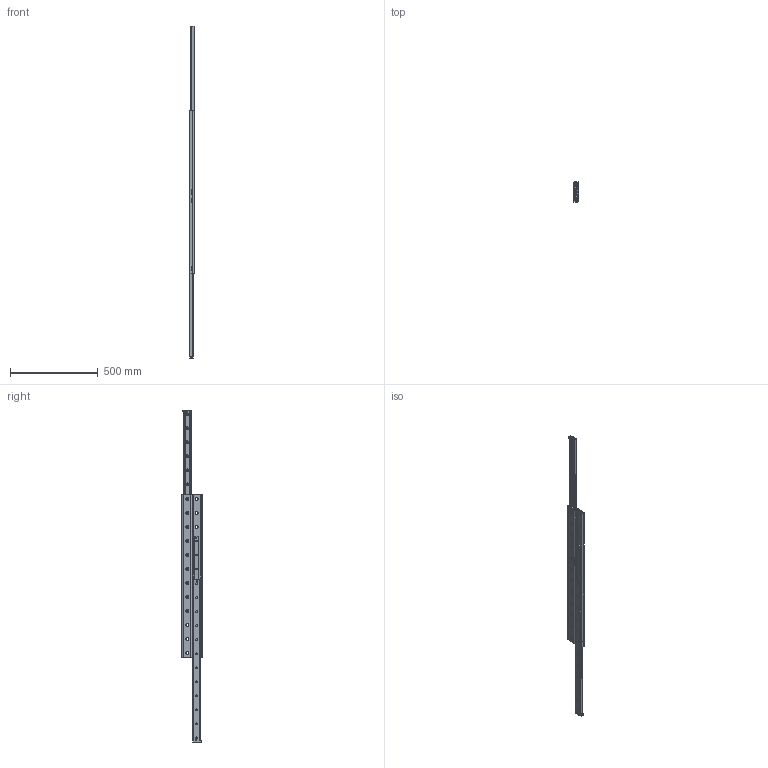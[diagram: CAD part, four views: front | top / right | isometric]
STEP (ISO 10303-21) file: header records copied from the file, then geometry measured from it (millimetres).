
FILE_DESCRIPTION((''),'2;1');
FILE_NAME('LCAS 43.E-0930.stp','2011-05-02T09:02:20',('MKoza'),(''),'Autodesk Inventor 2009','Autodesk Inventor 2009','');
FILE_SCHEMA(('AUTOMOTIVE_DESIGN { 1 0 10303 214 1 1 1 1 }'));
Length unit declared in the file: millimetre
Products named in the file (11): LCAS 43.E; ZP 43.S; LCN 43; LLMG 43; + SP.L 43; + AG.L 43-6; + AP.L 43; + AS.L 43; KF.LCA 43; + VKB.L 43 6x13,5; DIN 7991 - ersetzt durch DIN EN ISO 10642 M8  x  16
Assembly tree (49 placements, depth 2):
  LCAS 43.E
    ZP 43.S
    LCN 43  x2
    LLMG 43  x2
    + SP.L 43  x4
    + AG.L 43-6  x8
    + AP.L 43  x4
    + AS.L 43  x4
    KF.LCA 43  x2
    + VKB.L 43 6x13,5  x4
    DIN 7991 - ersetzt durch DIN EN ISO 10642 M8  x  16  x18
Bounding box: 28 x 117 x 1896 mm (x, y, z)
Volume: 1735205.4 mm3; surface area: 858171.2 mm2
Topology: 49 solids, 49 shells, 886 faces, 2322 edges, 1532 vertices
Faces by surface type: plane 492, bspline 206, cylinder 130, cone 58
Full cylindrical faces by diameter (mm): 6 x8, 7 x4, 8 x18, 15.24 x18
Entity records: 11744 total; most frequent: CARTESIAN_POINT 4167, DIRECTION 1418, ORIENTED_EDGE 1324, EDGE_CURVE 662, EDGE_LOOP 600, AXIS2_PLACEMENT_3D 543, VERTEX_POINT 512, VECTOR 332
